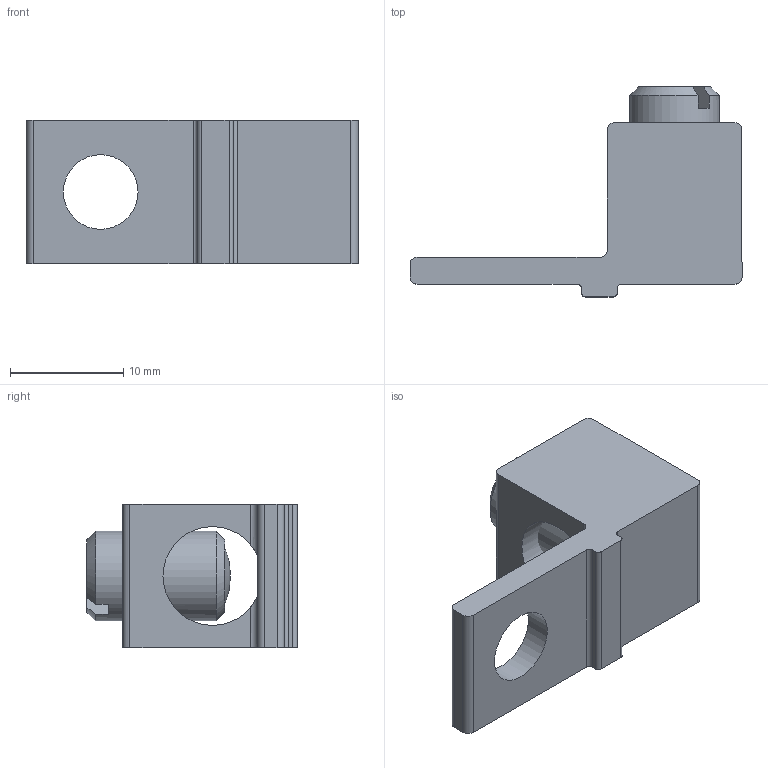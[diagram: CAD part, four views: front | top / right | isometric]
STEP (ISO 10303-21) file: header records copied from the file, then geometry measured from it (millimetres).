
FILE_DESCRIPTION(/* description */ (''),/* implementation_level */ '2;1');
FILE_NAME(/* name */ 'S2-TP Assembly.stp',/* time_stamp */ '2016-01-28T09:53:31-05:00',/* author */ ('tsmith'),/* organization */ (''),/* preprocessor_version */ 'ST-DEVELOPER v15.6',/* originating_system */ 'Autodesk Inventor 2015',/* authorisation */ '');
FILE_SCHEMA (('AUTOMOTIVE_DESIGN { 1 0 10303 214 3 1 1 }'));
Length unit declared in the file: inch
Products named in the file (3): S2-TP; 12786; S2-TP Assembly
Assembly tree (2 placements, depth 2):
  S2-TP Assembly
    S2-TP
    12786
Bounding box: 29.36 x 18.59 x 12.7 mm (x, y, z)
Volume: 2353.4 mm3; surface area: 2137 mm2
Topology: 2 solids, 2 shells, 43 faces, 116 edges, 77 vertices
Faces by surface type: plane 18, cylinder 16, cone 8, sphere 1
Full cylindrical faces by diameter (mm): 6.604 x1, 6.782 x1, 7.925 x1, 8.738 x1
Entity records: 1424 total; most frequent: CARTESIAN_POINT 331, DIRECTION 223, ORIENTED_EDGE 200, EDGE_CURVE 100, AXIS2_PLACEMENT_3D 87, VERTEX_POINT 70, EDGE_LOOP 58, LINE 49
